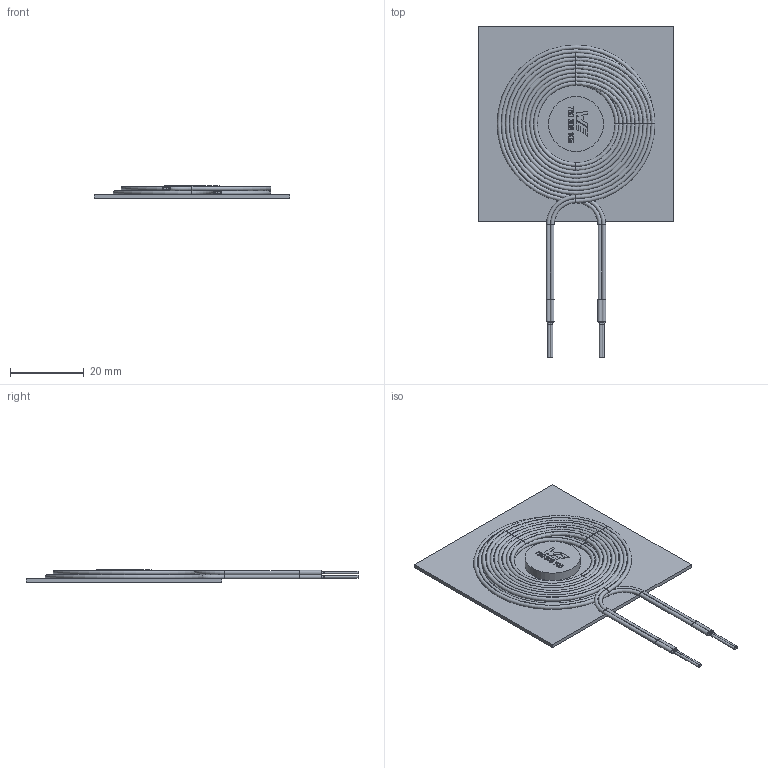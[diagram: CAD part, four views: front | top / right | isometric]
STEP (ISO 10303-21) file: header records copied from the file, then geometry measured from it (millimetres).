
FILE_DESCRIPTION( ( 'Unknown' ), '1' );
FILE_NAME( '760308105_A5.stp', 'Unknown', ( 'Unknown' ), ( 'Unknown' ), 'PSStep 16.0.42', 'Unknown', ' ' );
FILE_SCHEMA( ( 'AUTOMOTIVE_DESIGN { 1 0 10303 214 1 1 1 1 }' ) );
Length unit declared in the file: millimetre
Products named in the file (4): Assem1; Ferrite_Shielding; turns; Magnet
Assembly tree (3 placements, depth 2):
  Assem1
    Ferrite_Shielding
    turns
    Magnet
Bounding box: 53.3 x 90.3 x 3.5 mm (x, y, z)
Volume: 5134.4 mm3; surface area: 12112.3 mm2
Topology: 3 solids, 3 shells, 221 faces, 501 edges, 303 vertices
Faces by surface type: plane 83, torus 56, bspline 38, extrusion 23, cylinder 21
Full cylindrical faces by diameter (mm): 15 x1
Entity records: 14003 total; most frequent: CARTESIAN_POINT 7625, ORIENTED_EDGE 952, DIRECTION 855, EDGE_CURVE 476, AXIS2_PLACEMENT_3D 342, VERTEX_POINT 305, EDGE_LOOP 262, FACE_OUTER_BOUND 239
